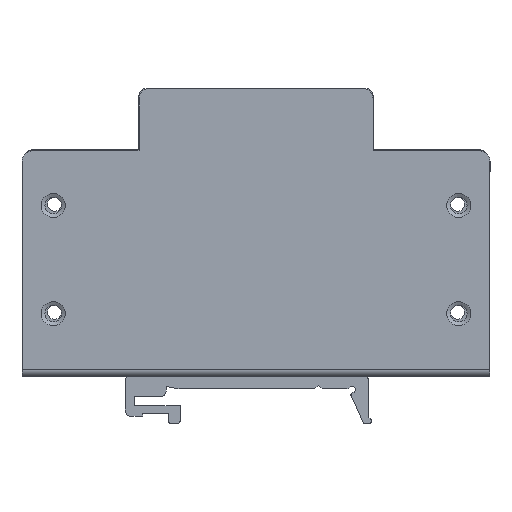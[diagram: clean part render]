
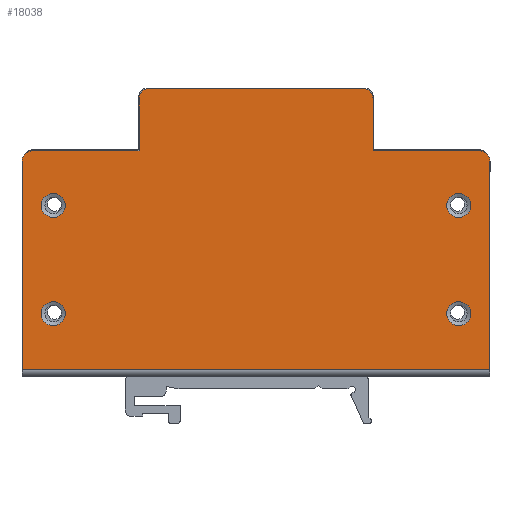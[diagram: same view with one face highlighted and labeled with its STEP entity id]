
A CAD part, left-side view. The second image highlights one B-rep face of the part: STEP entity #18038.
In plain terms, the highlighted planar face has unit normal (-1, 0, 0).
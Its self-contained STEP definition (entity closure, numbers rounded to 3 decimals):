
#68=FACE_BOUND('',#2376,.T.);
#69=FACE_BOUND('',#2377,.T.);
#70=FACE_BOUND('',#2378,.T.);
#71=FACE_BOUND('',#2379,.T.);
#1026=PLANE('',#19066);
#1458=FACE_OUTER_BOUND('',#2375,.T.);
#2375=EDGE_LOOP('',(#12838,#12839,#12840,#12841,#12842,#12843,#12844,#12845,
#12846,#12847,#12848,#12849));
#2376=EDGE_LOOP('',(#12850));
#2377=EDGE_LOOP('',(#12851));
#2378=EDGE_LOOP('',(#12852));
#2379=EDGE_LOOP('',(#12853));
#4125=CIRCLE('',#19012,2.31);
#4128=CIRCLE('',#19016,2.31);
#4131=CIRCLE('',#19020,2.31);
#4134=CIRCLE('',#19024,2.31);
#4166=CIRCLE('',#19067,2.);
#4167=CIRCLE('',#19068,2.);
#4168=CIRCLE('',#19069,2.);
#4169=CIRCLE('',#19070,2.);
#5247=LINE('',#27705,#6767);
#5248=LINE('',#27708,#6768);
#5259=LINE('',#27753,#6779);
#5260=LINE('',#27755,#6780);
#5261=LINE('',#27759,#6781);
#5262=LINE('',#27763,#6782);
#5263=LINE('',#27765,#6783);
#5264=LINE('',#27768,#6784);
#6767=VECTOR('',#21232,10.);
#6768=VECTOR('',#21235,10.);
#6779=VECTOR('',#21276,10.);
#6780=VECTOR('',#21277,10.);
#6781=VECTOR('',#21280,10.);
#6782=VECTOR('',#21283,10.);
#6783=VECTOR('',#21284,10.);
#6784=VECTOR('',#21287,10.);
#8285=VERTEX_POINT('',#27618);
#8288=VERTEX_POINT('',#27626);
#8291=VERTEX_POINT('',#27634);
#8294=VERTEX_POINT('',#27642);
#8315=VERTEX_POINT('',#27698);
#8318=VERTEX_POINT('',#27703);
#8319=VERTEX_POINT('',#27707);
#8337=VERTEX_POINT('',#27750);
#8338=VERTEX_POINT('',#27752);
#8339=VERTEX_POINT('',#27754);
#8340=VERTEX_POINT('',#27756);
#8341=VERTEX_POINT('',#27758);
#8342=VERTEX_POINT('',#27760);
#8343=VERTEX_POINT('',#27762);
#8344=VERTEX_POINT('',#27764);
#8345=VERTEX_POINT('',#27766);
#10009=EDGE_CURVE('',#8285,#8285,#4125,.T.);
#10013=EDGE_CURVE('',#8288,#8288,#4128,.T.);
#10017=EDGE_CURVE('',#8291,#8291,#4131,.T.);
#10021=EDGE_CURVE('',#8294,#8294,#4134,.T.);
#10052=EDGE_CURVE('',#8315,#8318,#5247,.T.);
#10053=EDGE_CURVE('',#8319,#8315,#5248,.T.);
#10075=EDGE_CURVE('',#8318,#8337,#4166,.T.);
#10076=EDGE_CURVE('',#8337,#8338,#5259,.T.);
#10077=EDGE_CURVE('',#8338,#8339,#5260,.T.);
#10078=EDGE_CURVE('',#8339,#8340,#4167,.T.);
#10079=EDGE_CURVE('',#8340,#8341,#5261,.T.);
#10080=EDGE_CURVE('',#8341,#8342,#4168,.T.);
#10081=EDGE_CURVE('',#8342,#8343,#5262,.T.);
#10082=EDGE_CURVE('',#8343,#8344,#5263,.T.);
#10083=EDGE_CURVE('',#8344,#8345,#4169,.T.);
#10084=EDGE_CURVE('',#8345,#8319,#5264,.T.);
#12838=ORIENTED_EDGE('',*,*,#10053,.T.);
#12839=ORIENTED_EDGE('',*,*,#10052,.T.);
#12840=ORIENTED_EDGE('',*,*,#10075,.T.);
#12841=ORIENTED_EDGE('',*,*,#10076,.T.);
#12842=ORIENTED_EDGE('',*,*,#10077,.T.);
#12843=ORIENTED_EDGE('',*,*,#10078,.T.);
#12844=ORIENTED_EDGE('',*,*,#10079,.T.);
#12845=ORIENTED_EDGE('',*,*,#10080,.T.);
#12846=ORIENTED_EDGE('',*,*,#10081,.T.);
#12847=ORIENTED_EDGE('',*,*,#10082,.T.);
#12848=ORIENTED_EDGE('',*,*,#10083,.T.);
#12849=ORIENTED_EDGE('',*,*,#10084,.T.);
#12850=ORIENTED_EDGE('',*,*,#10009,.T.);
#12851=ORIENTED_EDGE('',*,*,#10013,.T.);
#12852=ORIENTED_EDGE('',*,*,#10017,.T.);
#12853=ORIENTED_EDGE('',*,*,#10021,.T.);
#18038=ADVANCED_FACE('',(#1458,#68,#69,#70,#71),#1026,.T.);
#19012=AXIS2_PLACEMENT_3D('',#27619,#21139,#21140);
#19016=AXIS2_PLACEMENT_3D('',#27627,#21148,#21149);
#19020=AXIS2_PLACEMENT_3D('',#27635,#21157,#21158);
#19024=AXIS2_PLACEMENT_3D('',#27643,#21166,#21167);
#19066=AXIS2_PLACEMENT_3D('',#27749,#21272,#21273);
#19067=AXIS2_PLACEMENT_3D('',#27751,#21274,#21275);
#19068=AXIS2_PLACEMENT_3D('',#27757,#21278,#21279);
#19069=AXIS2_PLACEMENT_3D('',#27761,#21281,#21282);
#19070=AXIS2_PLACEMENT_3D('',#27767,#21285,#21286);
#21139=DIRECTION('center_axis',(1.,0.,0.));
#21140=DIRECTION('ref_axis',(0.,-1.,0.));
#21148=DIRECTION('center_axis',(1.,0.,0.));
#21149=DIRECTION('ref_axis',(0.,-1.,0.));
#21157=DIRECTION('center_axis',(1.,0.,0.));
#21158=DIRECTION('ref_axis',(0.,-1.,0.));
#21166=DIRECTION('center_axis',(1.,0.,0.));
#21167=DIRECTION('ref_axis',(0.,-1.,0.));
#21232=DIRECTION('',(0.,0.,-1.));
#21235=DIRECTION('',(0.,1.,0.));
#21272=DIRECTION('center_axis',(-1.,0.,0.));
#21273=DIRECTION('ref_axis',(0.,0.,
1.));
#21274=DIRECTION('center_axis',(-1.,0.,0.));
#21275=DIRECTION('ref_axis',(0.,1.,0.));
#21276=DIRECTION('',(0.,-1.,0.));
#21277=DIRECTION('',(0.,0.,-1.));
#21278=DIRECTION('center_axis',(-1.,0.,0.));
#21279=DIRECTION('ref_axis',(0.,1.,0.));
#21280=DIRECTION('',(0.,-1.,0.));
#21281=DIRECTION('center_axis',(-1.,0.,0.));
#21282=DIRECTION('ref_axis',(0.,0.,
-1.));
#21283=DIRECTION('',(0.,0.,1.));
#21284=DIRECTION('',(0.,-1.,0.));
#21285=DIRECTION('center_axis',(-1.,0.,0.));
#21286=DIRECTION('ref_axis',(0.,0.,
-1.));
#21287=DIRECTION('',(0.,0.,1.));
#27618=CARTESIAN_POINT('',(53.81,8.31,-31.932));
#27619=CARTESIAN_POINT('Origin',(53.81,6.,-31.932));
#27626=CARTESIAN_POINT('',(53.81,86.31,-11.132));
#27627=CARTESIAN_POINT('Origin',(53.81,84.,-11.132));
#27634=CARTESIAN_POINT('',(53.81,86.31,-31.932));
#27635=CARTESIAN_POINT('Origin',(53.81,84.,-31.932));
#27642=CARTESIAN_POINT('',(53.81,8.31,-11.132));
#27643=CARTESIAN_POINT('Origin',(53.81,6.,-11.132));
#27698=CARTESIAN_POINT('',(53.81,90.,-0.4));
#27703=CARTESIAN_POINT('',(53.81,90.,-40.432));
#27705=CARTESIAN_POINT('',(53.81,90.,179.81));
#27707=CARTESIAN_POINT('',(53.81,0.,-0.4));
#27708=CARTESIAN_POINT('',(53.81,22.5,-0.4));
#27749=CARTESIAN_POINT('Origin',(53.81,45.,69.689));
#27750=CARTESIAN_POINT('',(53.81,88.,-42.432));
#27751=CARTESIAN_POINT('Origin',(53.81,88.,-40.432));
#27752=CARTESIAN_POINT('',(53.81,67.5,-42.432));
#27753=CARTESIAN_POINT('',(53.81,88.,-42.432));
#27754=CARTESIAN_POINT('',(53.81,67.5,-52.432));
#27755=CARTESIAN_POINT('',(53.81,67.5,-42.432));
#27756=CARTESIAN_POINT('',(53.81,65.5,-54.432));
#27757=CARTESIAN_POINT('Origin',(53.81,65.5,-52.432));
#27758=CARTESIAN_POINT('',(53.81,24.5,-54.432));
#27759=CARTESIAN_POINT('',(53.81,65.5,-54.432));
#27760=CARTESIAN_POINT('',(53.81,22.5,-52.432));
#27761=CARTESIAN_POINT('Origin',(53.81,24.5,-52.432));
#27762=CARTESIAN_POINT('',(53.81,22.5,-42.432));
#27763=CARTESIAN_POINT('',(53.81,22.5,-52.432));
#27764=CARTESIAN_POINT('',(53.81,2.,-42.432));
#27765=CARTESIAN_POINT('',(53.81,22.5,-42.432));
#27766=CARTESIAN_POINT('',(53.81,0.,-40.432));
#27767=CARTESIAN_POINT('Origin',(53.81,2.,-40.432));
#27768=CARTESIAN_POINT('',(53.81,0.,-40.432));
